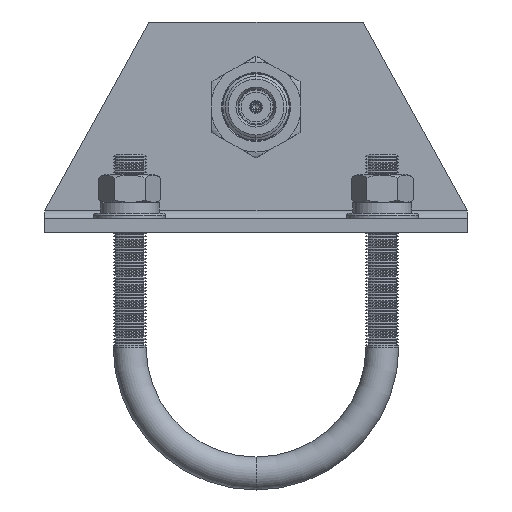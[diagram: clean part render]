
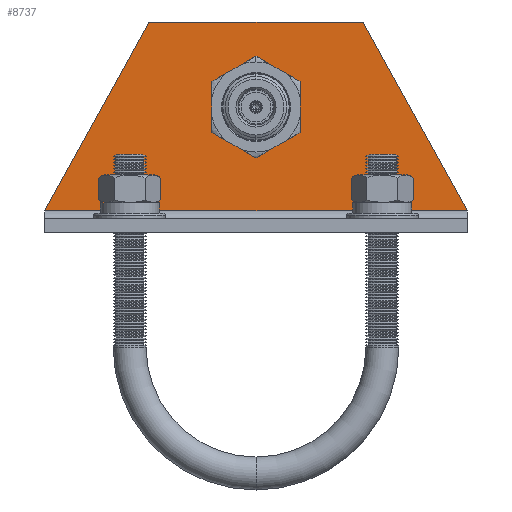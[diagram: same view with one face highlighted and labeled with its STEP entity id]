
A CAD part, front view. The second image highlights one B-rep face of the part: STEP entity #8737.
In plain terms, the highlighted face is planar.
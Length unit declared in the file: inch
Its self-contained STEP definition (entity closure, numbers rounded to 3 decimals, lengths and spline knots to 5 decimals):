
#2342 = CIRCLE ( 'NONE', #16028, 0.3225 ) ;
#2369 = LINE ( 'NONE', #25287, #2372 ) ;
#2371 = LINE ( 'NONE', #25292, #2386 ) ;
#2372 = VECTOR ( 'NONE', #25289, 39.37008 ) ;
#2373 = CIRCLE ( 'NONE', #16034, 0.3225 ) ;
#2376 = LINE ( 'NONE', #25288, #2379 ) ;
#2378 = LINE ( 'NONE', #25296, #2382 ) ;
#2379 = VECTOR ( 'NONE', #25283, 39.37008 ) ;
#2382 = VECTOR ( 'NONE', #25298, 39.37008 ) ;
#2386 = VECTOR ( 'NONE', #25299, 39.37008 ) ;
#5585 = CARTESIAN_POINT ( 'NONE',  ( -0.127, 1., -1.965 ) ) ;
#5588 = CARTESIAN_POINT ( 'NONE',  ( -0.127, 1.975, -0.2 ) ) ;
#5589 = CARTESIAN_POINT ( 'NONE',  ( -0.127, -1., -1.965 ) ) ;
#5590 = CARTESIAN_POINT ( 'NONE',  ( -0.127, -1.975, -0.2 ) ) ;
#5599 = CARTESIAN_POINT ( 'NONE',  ( -0.127, 0., -0.848 ) ) ;
#5603 = CARTESIAN_POINT ( 'NONE',  ( -0.127, 0., -1.493 ) ) ;
#8737 = ADVANCED_FACE ( 'NONE', ( #12783, #12787 ), #27104, .F. ) ;
#11943 = AXIS2_PLACEMENT_3D ( 'NONE', #27241, #27248, #27264 ) ;
#12783 = FACE_BOUND ( 'NONE', #13292, .T. ) ;
#12787 = FACE_OUTER_BOUND ( 'NONE', #13303, .T. ) ;
#13292 = EDGE_LOOP ( 'NONE', ( #16155, #16158 ) ) ;
#13303 = EDGE_LOOP ( 'NONE', ( #16161, #16162, #16166, #16168 ) ) ;
#16028 = AXIS2_PLACEMENT_3D ( 'NONE', #25258, #25259, #25260 ) ;
#16034 = AXIS2_PLACEMENT_3D ( 'NONE', #25293, #25294, #25295 ) ;
#16155 = ORIENTED_EDGE ( 'NONE', *, *, #23392, .F. ) ;
#16158 = ORIENTED_EDGE ( 'NONE', *, *, #23423, .F. ) ;
#16161 = ORIENTED_EDGE ( 'NONE', *, *, #23418, .T. ) ;
#16162 = ORIENTED_EDGE ( 'NONE', *, *, #23424, .F. ) ;
#16166 = ORIENTED_EDGE ( 'NONE', *, *, #23425, .F. ) ;
#16168 = ORIENTED_EDGE ( 'NONE', *, *, #23427, .F. ) ;
#16663 = VERTEX_POINT ( 'NONE', #5585 ) ;
#16666 = VERTEX_POINT ( 'NONE', #5588 ) ;
#16669 = VERTEX_POINT ( 'NONE', #5590 ) ;
#16680 = VERTEX_POINT ( 'NONE', #5589 ) ;
#16709 = VERTEX_POINT ( 'NONE', #5599 ) ;
#16719 = VERTEX_POINT ( 'NONE', #5603 ) ;
#23392 = EDGE_CURVE ( 'NONE', #16719, #16709, #2342, .T. ) ;
#23418 = EDGE_CURVE ( 'NONE', #16663, #16680, #2369, .T. ) ;
#23423 = EDGE_CURVE ( 'NONE', #16709, #16719, #2373, .T. ) ;
#23424 = EDGE_CURVE ( 'NONE', #16669, #16680, #2376, .T. ) ;
#23425 = EDGE_CURVE ( 'NONE', #16666, #16669, #2378, .T. ) ;
#23427 = EDGE_CURVE ( 'NONE', #16663, #16666, #2371, .T. ) ;
#25258 = CARTESIAN_POINT ( 'NONE',  ( -0.127, 0., -1.1705 ) ) ;
#25259 = DIRECTION ( 'NONE',  ( -1., 0., 0. ) ) ;
#25260 = DIRECTION ( 'NONE',  ( 0., 0., -1. ) ) ;
#25283 = DIRECTION ( 'NONE',  ( 0., 0.484, -0.875 ) ) ;
#25287 = CARTESIAN_POINT ( 'NONE',  ( -0.127, 1.975, -1.965 ) ) ;
#25288 = CARTESIAN_POINT ( 'NONE',  ( -0.127, -1., -1.965 ) ) ;
#25289 = DIRECTION ( 'NONE',  ( 0., -1., 0. ) ) ;
#25292 = CARTESIAN_POINT ( 'NONE',  ( -0.127, 1., -1.965 ) ) ;
#25293 = CARTESIAN_POINT ( 'NONE',  ( -0.127, 0., -1.1705 ) ) ;
#25294 = DIRECTION ( 'NONE',  ( -1., 0., 0. ) ) ;
#25295 = DIRECTION ( 'NONE',  ( 0., 0., -1. ) ) ;
#25296 = CARTESIAN_POINT ( 'NONE',  ( -0.127, 1.975, -0.2 ) ) ;
#25298 = DIRECTION ( 'NONE',  ( 0., -1., 0. ) ) ;
#25299 = DIRECTION ( 'NONE',  ( 0., 0.484, 0.875 ) ) ;
#27104 = PLANE ( 'NONE',  #11943 ) ;
#27241 = CARTESIAN_POINT ( 'NONE',  ( -0.127, 1.975, -1.965 ) ) ;
#27248 = DIRECTION ( 'NONE',  ( 1., 0., 0. ) ) ;
#27264 = DIRECTION ( 'NONE',  ( 0., 0., -1. ) ) ;
